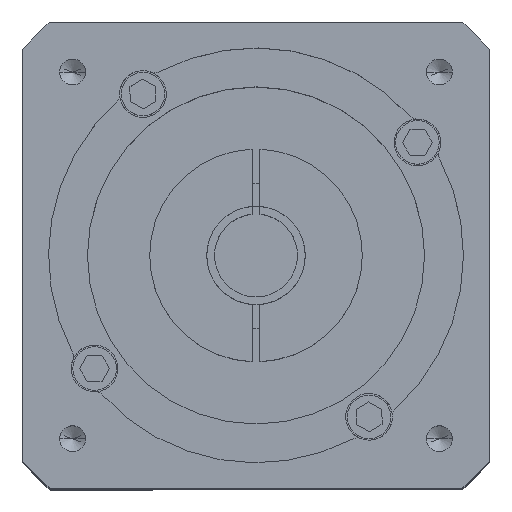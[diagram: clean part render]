
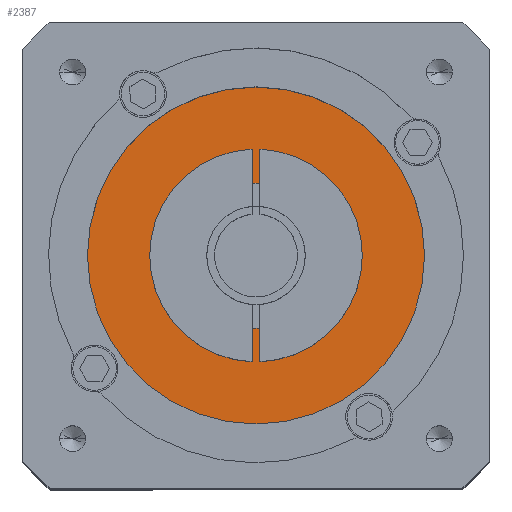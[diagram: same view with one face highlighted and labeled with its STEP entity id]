
A CAD part, top view. The second image highlights one B-rep face of the part: STEP entity #2387.
In plain terms, the highlighted planar face has unit normal (0, 0, 1).
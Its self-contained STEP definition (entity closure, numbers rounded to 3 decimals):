
#24 = FACE_BOUND ( 'NONE', #5277, .T. ) ;
#54 = AXIS2_PLACEMENT_3D ( 'NONE', #4443, #1072, #5000 ) ;
#353 = CARTESIAN_POINT ( 'NONE',  ( -32.5, 0., 112.5 ) ) ;
#361 = CARTESIAN_POINT ( 'NONE',  ( 0., 0., 112.5 ) ) ;
#461 = AXIS2_PLACEMENT_3D ( 'NONE', #361, #4281, #922 ) ;
#562 = CIRCLE ( 'NONE', #2047, 32.5 ) ;
#744 = CARTESIAN_POINT ( 'NONE',  ( 32.5, 0., 112.5 ) ) ;
#757 = EDGE_LOOP ( 'NONE', ( #4612, #3515 ) ) ;
#787 = CARTESIAN_POINT ( 'NONE',  ( 0., 0., 112.5 ) ) ;
#894 = CARTESIAN_POINT ( 'NONE',  ( 14., 0., 112.5 ) ) ;
#922 = DIRECTION ( 'NONE',  ( 1., 0., 0. ) ) ;
#1072 = DIRECTION ( 'NONE',  ( 0., 0., 1. ) ) ;
#1322 = CIRCLE ( 'NONE', #54, 32.5 ) ;
#1353 = DIRECTION ( 'NONE',  ( 1., 0., 0. ) ) ;
#1539 = FACE_OUTER_BOUND ( 'NONE', #757, .T. ) ;
#2047 = AXIS2_PLACEMENT_3D ( 'NONE', #787, #4706, #1353 ) ;
#2162 = CARTESIAN_POINT ( 'NONE',  ( -14., 0., 112.5 ) ) ;
#2308 = CARTESIAN_POINT ( 'NONE',  ( 0., 0., 112.5 ) ) ;
#2387 = ADVANCED_FACE ( 'NONE', ( #1539, #24 ), #2620, .T. ) ;
#2620 = PLANE ( 'NONE',  #5694 ) ;
#2641 = DIRECTION ( 'NONE',  ( 1., 0., 0. ) ) ;
#2866 = DIRECTION ( 'NONE',  ( 1., 0., 0. ) ) ;
#3325 = ORIENTED_EDGE ( 'NONE', *, *, #7044, .F. ) ;
#3515 = ORIENTED_EDGE ( 'NONE', *, *, #6529, .T. ) ;
#3787 = ORIENTED_EDGE ( 'NONE', *, *, #7248, .F. ) ;
#4144 = EDGE_CURVE ( 'NONE', #6145, #5608, #1322, .T. ) ;
#4281 = DIRECTION ( 'NONE',  ( 0., 0., 1. ) ) ;
#4401 = AXIS2_PLACEMENT_3D ( 'NONE', #2308, #6252, #2866 ) ;
#4443 = CARTESIAN_POINT ( 'NONE',  ( 0., 0., 112.5 ) ) ;
#4612 = ORIENTED_EDGE ( 'NONE', *, *, #4144, .T. ) ;
#4706 = DIRECTION ( 'NONE',  ( 0., 0., 1. ) ) ;
#4890 = CARTESIAN_POINT ( 'NONE',  ( 0., 0., 112.5 ) ) ;
#4929 = VERTEX_POINT ( 'NONE', #894 ) ;
#5000 = DIRECTION ( 'NONE',  ( 1., 0., 0. ) ) ;
#5277 = EDGE_LOOP ( 'NONE', ( #3325, #3787 ) ) ;
#5608 = VERTEX_POINT ( 'NONE', #353 ) ;
#5636 = CIRCLE ( 'NONE', #4401, 14. ) ;
#5694 = AXIS2_PLACEMENT_3D ( 'NONE', #4890, #6025, #2641 ) ;
#6025 = DIRECTION ( 'NONE',  ( 0., 0., 1. ) ) ;
#6145 = VERTEX_POINT ( 'NONE', #744 ) ;
#6252 = DIRECTION ( 'NONE',  ( 0., 0., 1. ) ) ;
#6529 = EDGE_CURVE ( 'NONE', #5608, #6145, #562, .T. ) ;
#6837 = VERTEX_POINT ( 'NONE', #2162 ) ;
#7044 = EDGE_CURVE ( 'NONE', #6837, #4929, #5636, .T. ) ;
#7243 = CIRCLE ( 'NONE', #461, 14. ) ;
#7248 = EDGE_CURVE ( 'NONE', #4929, #6837, #7243, .T. ) ;
